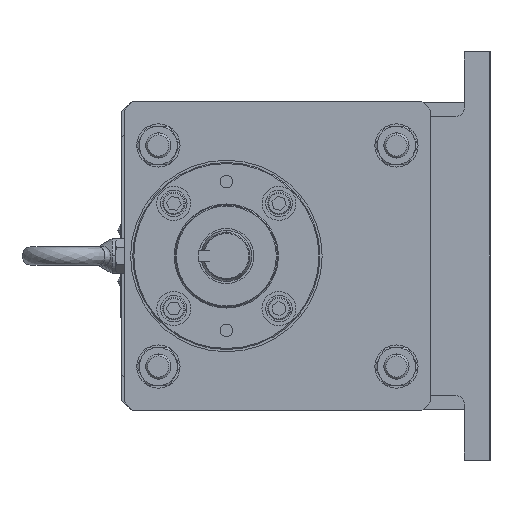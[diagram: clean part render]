
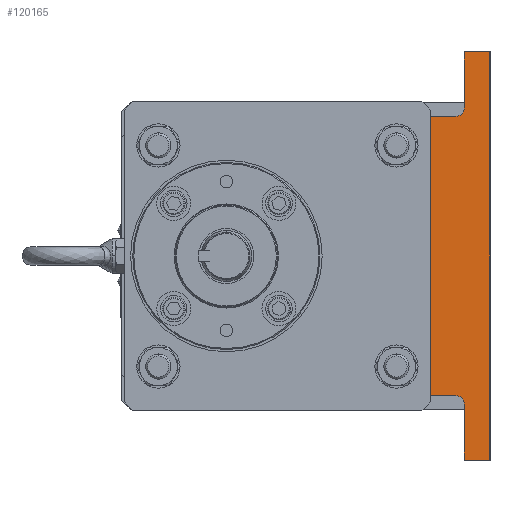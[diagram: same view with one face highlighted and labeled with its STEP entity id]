
A CAD part, left-side view. The second image highlights one B-rep face of the part: STEP entity #120165.
In plain terms, the highlighted planar face has unit normal (-1, 0, 0).
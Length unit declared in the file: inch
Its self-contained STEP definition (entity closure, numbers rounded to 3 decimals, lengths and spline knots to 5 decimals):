
#208 = CARTESIAN_POINT ( 'NONE',  ( -2.016, -5.46, 4.36 ) ) ;
#2643 = LINE ( 'NONE', #78305, #106328 ) ;
#2683 = ORIENTED_EDGE ( 'NONE', *, *, #46744, .F. ) ;
#2867 = VERTEX_POINT ( 'NONE', #41440 ) ;
#3066 = ORIENTED_EDGE ( 'NONE', *, *, #94734, .F. ) ;
#7908 = EDGE_CURVE ( 'NONE', #26345, #64193, #47464, .T. ) ;
#8679 = LINE ( 'NONE', #123847, #79378 ) ;
#11802 = CIRCLE ( 'NONE', #15949, 0.25 ) ;
#12147 = VERTEX_POINT ( 'NONE', #97549 ) ;
#14098 = ORIENTED_EDGE ( 'NONE', *, *, #66130, .F. ) ;
#14229 = ORIENTED_EDGE ( 'NONE', *, *, #135161, .F. ) ;
#15351 = CARTESIAN_POINT ( 'NONE',  ( -2.016, -4.46, -4.11 ) ) ;
#15949 = AXIS2_PLACEMENT_3D ( 'NONE', #35361, #46406, #110309 ) ;
#18365 = VERTEX_POINT ( 'NONE', #35128 ) ;
#20392 = CARTESIAN_POINT ( 'NONE',  ( -2.016, -5.46, -4.36 ) ) ;
#21896 = VECTOR ( 'NONE', #90322, 39.37008 ) ;
#22550 = CARTESIAN_POINT ( 'NONE',  ( -2.016, -5.46, 6. ) ) ;
#26345 = VERTEX_POINT ( 'NONE', #121608 ) ;
#27267 = LINE ( 'NONE', #50861, #74832 ) ;
#29431 = CIRCLE ( 'NONE', #110549, 0.25 ) ;
#30613 = VERTEX_POINT ( 'NONE', #112219 ) ;
#30700 = DIRECTION ( 'NONE',  ( 0., 0., 1. ) ) ;
#31406 = EDGE_LOOP ( 'NONE', ( #98767, #14229, #101486, #3066, #99450, #14098, #106224, #66465, #134334, #2683 ) ) ;
#34041 = FACE_OUTER_BOUND ( 'NONE', #31406, .T. ) ;
#35128 = CARTESIAN_POINT ( 'NONE',  ( -2.016, -4.46, -4.11 ) ) ;
#35361 = CARTESIAN_POINT ( 'NONE',  ( -2.016, -5.21, -4.36 ) ) ;
#38313 = DIRECTION ( 'NONE',  ( 0., 1., 0. ) ) ;
#41440 = CARTESIAN_POINT ( 'NONE',  ( -2.016, -6.21, -6. ) ) ;
#46406 = DIRECTION ( 'NONE',  ( 1., 0., 0. ) ) ;
#46744 = EDGE_CURVE ( 'NONE', #64193, #2867, #27267, .T. ) ;
#47464 = LINE ( 'NONE', #22550, #128086 ) ;
#48317 = LINE ( 'NONE', #106069, #74618 ) ;
#48915 = DIRECTION ( 'NONE',  ( 1., 0., 0. ) ) ;
#50480 = CARTESIAN_POINT ( 'NONE',  ( -2.016, -6.21, 6. ) ) ;
#50861 = CARTESIAN_POINT ( 'NONE',  ( -2.016, -6.21, 6. ) ) ;
#53866 = EDGE_CURVE ( 'NONE', #80684, #56432, #29431, .T. ) ;
#54016 = VECTOR ( 'NONE', #92632, 39.37008 ) ;
#55038 = AXIS2_PLACEMENT_3D ( 'NONE', #101310, #48915, #38313 ) ;
#56242 = CARTESIAN_POINT ( 'NONE',  ( -2.016, -5.21, 4.36 ) ) ;
#56432 = VERTEX_POINT ( 'NONE', #68508 ) ;
#61519 = EDGE_CURVE ( 'NONE', #102953, #83710, #8679, .T. ) ;
#62057 = CARTESIAN_POINT ( 'NONE',  ( -2.016, -4.46, 4.11 ) ) ;
#64193 = VERTEX_POINT ( 'NONE', #50480 ) ;
#65455 = DIRECTION ( 'NONE',  ( 1., 0., 0. ) ) ;
#66130 = EDGE_CURVE ( 'NONE', #12147, #18365, #102544, .T. ) ;
#66465 = ORIENTED_EDGE ( 'NONE', *, *, #61519, .F. ) ;
#68508 = CARTESIAN_POINT ( 'NONE',  ( -2.016, -5.21, 4.11 ) ) ;
#70039 = CARTESIAN_POINT ( 'NONE',  ( -2.016, -4.46, -4.11 ) ) ;
#72489 = EDGE_CURVE ( 'NONE', #18365, #30613, #98445, .T. ) ;
#72527 = DIRECTION ( 'NONE',  ( 0., -1., 0. ) ) ;
#74618 = VECTOR ( 'NONE', #30700, 39.37008 ) ;
#74832 = VECTOR ( 'NONE', #82100, 39.37008 ) ;
#78305 = CARTESIAN_POINT ( 'NONE',  ( -2.016, -6.21, -6. ) ) ;
#79378 = VECTOR ( 'NONE', #104026, 39.37008 ) ;
#80684 = VERTEX_POINT ( 'NONE', #208 ) ;
#82100 = DIRECTION ( 'NONE',  ( 0., 0., -1. ) ) ;
#83710 = VERTEX_POINT ( 'NONE', #20392 ) ;
#84607 = DIRECTION ( 'NONE',  ( 0., -1., 0. ) ) ;
#87040 = DIRECTION ( 'NONE',  ( 0., 0., -1. ) ) ;
#90322 = DIRECTION ( 'NONE',  ( 0., 1., 0. ) ) ;
#91090 = CARTESIAN_POINT ( 'NONE',  ( -2.016, -5.46, -6. ) ) ;
#92632 = DIRECTION ( 'NONE',  ( 0., 0., 1. ) ) ;
#93892 = LINE ( 'NONE', #62057, #118584 ) ;
#94734 = EDGE_CURVE ( 'NONE', #30613, #56432, #93892, .T. ) ;
#97549 = CARTESIAN_POINT ( 'NONE',  ( -2.016, -5.21, -4.11 ) ) ;
#98445 = LINE ( 'NONE', #70039, #54016 ) ;
#98767 = ORIENTED_EDGE ( 'NONE', *, *, #7908, .F. ) ;
#99450 = ORIENTED_EDGE ( 'NONE', *, *, #72489, .F. ) ;
#99492 = PLANE ( 'NONE',  #55038 ) ;
#101310 = CARTESIAN_POINT ( 'NONE',  ( -2.016, -4.46, 0. ) ) ;
#101486 = ORIENTED_EDGE ( 'NONE', *, *, #53866, .T. ) ;
#102544 = LINE ( 'NONE', #15351, #21896 ) ;
#102953 = VERTEX_POINT ( 'NONE', #91090 ) ;
#104026 = DIRECTION ( 'NONE',  ( 0., 0., 1. ) ) ;
#106069 = CARTESIAN_POINT ( 'NONE',  ( -2.016, -5.46, 4.11 ) ) ;
#106224 = ORIENTED_EDGE ( 'NONE', *, *, #118059, .T. ) ;
#106328 = VECTOR ( 'NONE', #114699, 39.37008 ) ;
#110309 = DIRECTION ( 'NONE',  ( 0., 0., -1. ) ) ;
#110549 = AXIS2_PLACEMENT_3D ( 'NONE', #56242, #65455, #87040 ) ;
#112219 = CARTESIAN_POINT ( 'NONE',  ( -2.016, -4.46, 4.11 ) ) ;
#114699 = DIRECTION ( 'NONE',  ( 0., 1., 0. ) ) ;
#117530 = EDGE_CURVE ( 'NONE', #2867, #102953, #2643, .T. ) ;
#118059 = EDGE_CURVE ( 'NONE', #12147, #83710, #11802, .T. ) ;
#118584 = VECTOR ( 'NONE', #72527, 39.37008 ) ;
#120165 = ADVANCED_FACE ( 'NONE', ( #34041 ), #99492, .F. ) ;
#121608 = CARTESIAN_POINT ( 'NONE',  ( -2.016, -5.46, 6. ) ) ;
#123847 = CARTESIAN_POINT ( 'NONE',  ( -2.016, -5.46, -4.11 ) ) ;
#128086 = VECTOR ( 'NONE', #84607, 39.37008 ) ;
#134334 = ORIENTED_EDGE ( 'NONE', *, *, #117530, .F. ) ;
#135161 = EDGE_CURVE ( 'NONE', #80684, #26345, #48317, .T. ) ;
